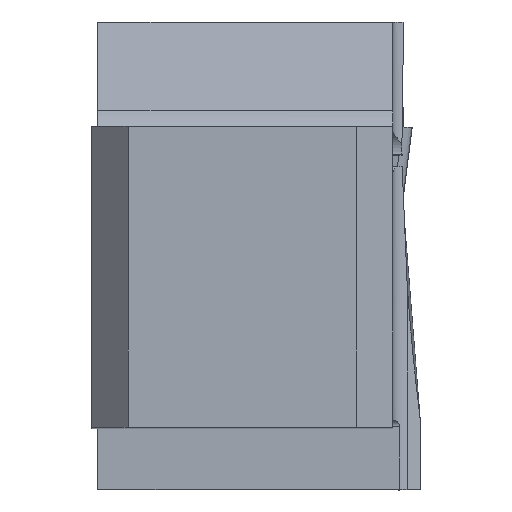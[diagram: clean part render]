
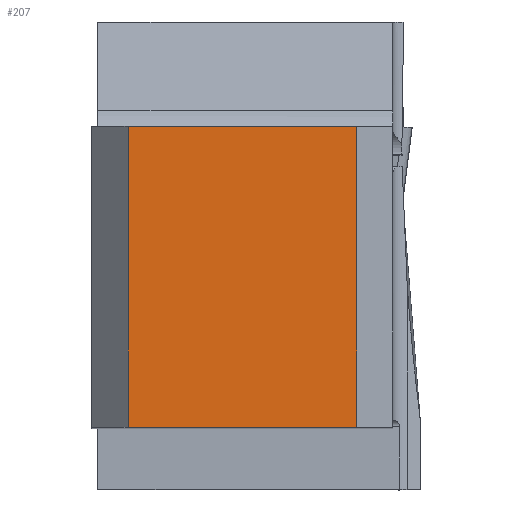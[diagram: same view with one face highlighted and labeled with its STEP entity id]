
A CAD part, top view. The second image highlights one B-rep face of the part: STEP entity #207.
In plain terms, the highlighted planar face has unit normal (0, 0, 1).
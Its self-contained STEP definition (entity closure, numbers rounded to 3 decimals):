
#207=ADVANCED_FACE('CU_BACK_SU1',(#414),#328,.F.);
#328=PLANE('',#2843);
#414=FACE_OUTER_BOUND('',#545,.T.);
#545=EDGE_LOOP('',(#997,#998,#999,#1000));
#997=ORIENTED_EDGE('',*,*,#1950,.F.);
#998=ORIENTED_EDGE('',*,*,#1890,.F.);
#999=ORIENTED_EDGE('',*,*,#1951,.T.);
#1000=ORIENTED_EDGE('',*,*,#1946,.T.);
#1622=VERTEX_POINT('',#3710);
#1623=VERTEX_POINT('',#3712);
#1656=VERTEX_POINT('',#3920);
#1657=VERTEX_POINT('',#3922);
#1890=EDGE_CURVE('',#1622,#1623,#2245,.T.);
#1946=EDGE_CURVE('',#1657,#1656,#2281,.T.);
#1950=EDGE_CURVE('',#1623,#1656,#2284,.T.);
#1951=EDGE_CURVE('',#1622,#1657,#2285,.T.);
#2245=LINE('',#3711,#2487);
#2281=LINE('',#3921,#2523);
#2284=LINE('',#3928,#2526);
#2285=LINE('',#3929,#2527);
#2487=VECTOR('',#3052,1.);
#2523=VECTOR('',#3144,1.);
#2526=VECTOR('',#3151,1.);
#2527=VECTOR('',#3152,1.);
#2843=AXIS2_PLACEMENT_3D('',#3930,#3153,#3154);
#3052=DIRECTION('',(1.,0.,0.));
#3144=DIRECTION('',(1.,0.,0.));
#3151=DIRECTION('',(0.,-1.,0.));
#3152=DIRECTION('',(0.,-1.,0.));
#3153=DIRECTION('',(0.,0.,-1.));
#3154=DIRECTION('',(1.,0.,0.));
#3710=CARTESIAN_POINT('',(3.,24.925,0.));
#3711=CARTESIAN_POINT('',(110.,24.925,0.));
#3712=CARTESIAN_POINT('',(21.925,24.925,0.));
#3920=CARTESIAN_POINT('',(21.925,0.,0.));
#3921=CARTESIAN_POINT('',(110.,0.,0.));
#3922=CARTESIAN_POINT('',(3.,0.,0.));
#3928=CARTESIAN_POINT('',(21.925,0.,0.));
#3929=CARTESIAN_POINT('',(3.,0.,0.));
#3930=CARTESIAN_POINT('',(-23.246,44.925,0.));
